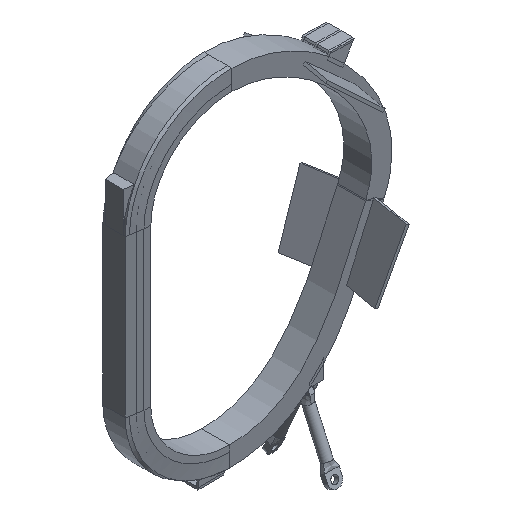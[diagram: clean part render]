
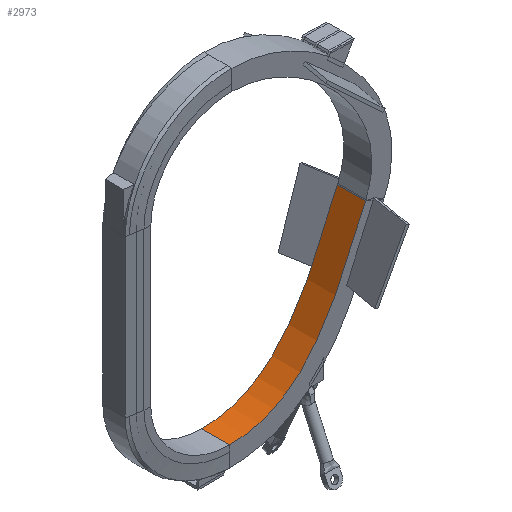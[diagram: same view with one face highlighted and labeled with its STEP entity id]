
A CAD part, isometric view. The second image highlights one B-rep face of the part: STEP entity #2973.
In plain terms, the highlighted free-form (B-spline) face has degree [1, 3] with [2, 4] control points.
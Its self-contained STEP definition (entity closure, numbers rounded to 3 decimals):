
#1757 = PLANE('',#1758);
#1758 = AXIS2_PLACEMENT_3D('',#1759,#1760,#1761);
#1759 = CARTESIAN_POINT('',(13.024,-0.722,
    -5.962));
#1760 = DIRECTION('',(0.,1.,0.));
#1761 = DIRECTION('',(0.757,0.,-0.654)
  );
#2005 = EDGE_CURVE('',#2006,#2008,#2010,.T.);
#2006 = VERTEX_POINT('',#2007);
#2007 = CARTESIAN_POINT('',(15.51,-0.722,
    -1.073));
#2008 = VERTEX_POINT('',#2009);
#2009 = CARTESIAN_POINT('',(8.521,-0.722,
    -8.467));
#2010 = SURFACE_CURVE('',#2011,(#2016,#2024),.PCURVE_S1.);
#2011 = B_SPLINE_CURVE_WITH_KNOTS('',3,(#2012,#2013,#2014,#2015),
  .UNSPECIFIED.,.F.,.F.,(4,4),(0.,1.),.PIECEWISE_BEZIER_KNOTS.);
#2012 = CARTESIAN_POINT('',(15.51,-0.722,
    -1.073));
#2013 = CARTESIAN_POINT('',(14.059,-0.722,
    -4.5));
#2014 = CARTESIAN_POINT('',(12.598,-0.722,
    -8.467));
#2015 = CARTESIAN_POINT('',(8.521,-0.722,
    -8.467));
#2016 = PCURVE('',#1757,#2017);
#2017 = DEFINITIONAL_REPRESENTATION('',(#2018),#2023);
#2018 = B_SPLINE_CURVE_WITH_KNOTS('',3,(#2019,#2020,#2021,#2022),
  .UNSPECIFIED.,.F.,.F.,(4,4),(0.,1.),.PIECEWISE_BEZIER_KNOTS.);
#2019 = CARTESIAN_POINT('',(-1.315,-5.325));
#2020 = CARTESIAN_POINT('',(-0.173,-1.783));
#2021 = CARTESIAN_POINT('',(1.315,2.174));
#2022 = CARTESIAN_POINT('',(-1.77,4.839));
#2023 = ( GEOMETRIC_REPRESENTATION_CONTEXT(2) 
PARAMETRIC_REPRESENTATION_CONTEXT() REPRESENTATION_CONTEXT('2D SPACE',''
  ) );
#2024 = PCURVE('',#2025,#2034);
#2025 = B_SPLINE_SURFACE_WITH_KNOTS('',1,3,(
    (#2026,#2027,#2028,#2029)
    ,(#2030,#2031,#2032,#2033
    )),.UNSPECIFIED.,.F.,.F.,.F.,(2,2),(4,4),(1.,2.),(0.,1.),
  .PIECEWISE_BEZIER_KNOTS.);
#2026 = CARTESIAN_POINT('',(15.51,0.722,
    -1.073));
#2027 = CARTESIAN_POINT('',(14.059,0.722,
    -4.5));
#2028 = CARTESIAN_POINT('',(12.598,0.722,
    -8.467));
#2029 = CARTESIAN_POINT('',(8.521,0.722,
    -8.467));
#2030 = CARTESIAN_POINT('',(15.51,-0.722,
    -1.073));
#2031 = CARTESIAN_POINT('',(14.059,-0.722,
    -4.5));
#2032 = CARTESIAN_POINT('',(12.598,-0.722,
    -8.467));
#2033 = CARTESIAN_POINT('',(8.521,-0.722,
    -8.467));
#2034 = DEFINITIONAL_REPRESENTATION('',(#2035),#2039);
#2035 = LINE('',#2036,#2037);
#2036 = CARTESIAN_POINT('',(2.,0.));
#2037 = VECTOR('',#2038,1.);
#2038 = DIRECTION('',(0.,1.));
#2039 = ( GEOMETRIC_REPRESENTATION_CONTEXT(2) 
PARAMETRIC_REPRESENTATION_CONTEXT() REPRESENTATION_CONTEXT('2D SPACE',''
  ) );
#2503 = PLANE('',#2504);
#2504 = AXIS2_PLACEMENT_3D('',#2505,#2506,#2507);
#2505 = CARTESIAN_POINT('',(15.522,0.,-1.045));
#2506 = DIRECTION('',(0.921,0.,-0.39));
#2507 = DIRECTION('',(0.,-1.,-0.));
#2973 = ADVANCED_FACE('',(#2974),#2025,.F.);
#2974 = FACE_BOUND('',#2975,.F.);
#2975 = EDGE_LOOP('',(#2976,#3023,#3041,#3042));
#2976 = ORIENTED_EDGE('',*,*,#2977,.F.);
#2977 = EDGE_CURVE('',#2978,#2980,#2982,.T.);
#2978 = VERTEX_POINT('',#2979);
#2979 = CARTESIAN_POINT('',(15.51,0.722,
    -1.073));
#2980 = VERTEX_POINT('',#2981);
#2981 = CARTESIAN_POINT('',(8.521,0.722,
    -8.467));
#2982 = SURFACE_CURVE('',#2983,(#2996,#3002),.PCURVE_S1.);
#2983 = B_SPLINE_CURVE_WITH_KNOTS('',11,(#2984,#2985,#2986,#2987,#2988,
    #2989,#2990,#2991,#2992,#2993,#2994,#2995),.UNSPECIFIED.,.F.,.F.,(12
    ,12),(0.,1.),.PIECEWISE_BEZIER_KNOTS.);
#2984 = CARTESIAN_POINT('',(15.51,0.722,
    -1.073));
#2985 = CARTESIAN_POINT('',(15.114,0.722,
    -2.008));
#2986 = CARTESIAN_POINT('',(14.718,0.722,
    -2.972));
#2987 = CARTESIAN_POINT('',(14.305,0.722,
    -3.938));
#2988 = CARTESIAN_POINT('',(13.86,0.722,
    -4.879));
#2989 = CARTESIAN_POINT('',(13.368,0.722,
    -5.768));
#2990 = CARTESIAN_POINT('',(12.811,0.722,
    -6.576));
#2991 = CARTESIAN_POINT('',(12.175,0.722,
    -7.278));
#2992 = CARTESIAN_POINT('',(11.444,0.722,
    -7.845));
#2993 = CARTESIAN_POINT('',(10.602,0.722,
    -8.251));
#2994 = CARTESIAN_POINT('',(9.633,0.722,
    -8.467));
#2995 = CARTESIAN_POINT('',(8.521,0.722,
    -8.467));
#2996 = PCURVE('',#2025,#2997);
#2997 = DEFINITIONAL_REPRESENTATION('',(#2998),#3001);
#2998 = B_SPLINE_CURVE_WITH_KNOTS('',1,(#2999,#3000),.UNSPECIFIED.,.F.,
  .F.,(2,2),(0.,1.),.PIECEWISE_BEZIER_KNOTS.);
#2999 = CARTESIAN_POINT('',(1.,0.));
#3000 = CARTESIAN_POINT('',(1.,1.));
#3001 = ( GEOMETRIC_REPRESENTATION_CONTEXT(2) 
PARAMETRIC_REPRESENTATION_CONTEXT() REPRESENTATION_CONTEXT('2D SPACE',''
  ) );
#3002 = PCURVE('',#3003,#3008);
#3003 = PLANE('',#3004);
#3004 = AXIS2_PLACEMENT_3D('',#3005,#3006,#3007);
#3005 = CARTESIAN_POINT('',(13.024,0.722,
    -5.962));
#3006 = DIRECTION('',(0.,-1.,0.));
#3007 = DIRECTION('',(-0.757,0.,0.654)
  );
#3008 = DEFINITIONAL_REPRESENTATION('',(#3009),#3022);
#3009 = B_SPLINE_CURVE_WITH_KNOTS('',11,(#3010,#3011,#3012,#3013,#3014,
    #3015,#3016,#3017,#3018,#3019,#3020,#3021),.UNSPECIFIED.,.F.,.F.,(12
    ,12),(0.,1.),.PIECEWISE_BEZIER_KNOTS.);
#3010 = CARTESIAN_POINT('',(1.315,-5.325));
#3011 = CARTESIAN_POINT('',(1.003,-4.359));
#3012 = CARTESIAN_POINT('',(0.673,-3.37));
#3013 = CARTESIAN_POINT('',(0.354,-2.369));
#3014 = CARTESIAN_POINT('',(0.075,-1.367));
#3015 = CARTESIAN_POINT('',(-0.133,-0.372));
#3016 = CARTESIAN_POINT('',(-0.241,0.604));
#3017 = CARTESIAN_POINT('',(-0.218,1.55));
#3018 = CARTESIAN_POINT('',(-0.036,2.457));
#3019 = CARTESIAN_POINT('',(0.337,3.315));
#3020 = CARTESIAN_POINT('',(0.929,4.112));
#3021 = CARTESIAN_POINT('',(1.77,4.839));
#3022 = ( GEOMETRIC_REPRESENTATION_CONTEXT(2) 
PARAMETRIC_REPRESENTATION_CONTEXT() REPRESENTATION_CONTEXT('2D SPACE',''
  ) );
#3023 = ORIENTED_EDGE('',*,*,#3024,.T.);
#3024 = EDGE_CURVE('',#2978,#2006,#3025,.T.);
#3025 = SURFACE_CURVE('',#3026,(#3029,#3035),.PCURVE_S1.);
#3026 = B_SPLINE_CURVE_WITH_KNOTS('',1,(#3027,#3028),.UNSPECIFIED.,.F.,
  .F.,(2,2),(1.,2.),.PIECEWISE_BEZIER_KNOTS.);
#3027 = CARTESIAN_POINT('',(15.51,0.722,
    -1.073));
#3028 = CARTESIAN_POINT('',(15.51,-0.722,
    -1.073));
#3029 = PCURVE('',#2025,#3030);
#3030 = DEFINITIONAL_REPRESENTATION('',(#3031),#3034);
#3031 = B_SPLINE_CURVE_WITH_KNOTS('',1,(#3032,#3033),.UNSPECIFIED.,.F.,
  .F.,(2,2),(1.,2.),.PIECEWISE_BEZIER_KNOTS.);
#3032 = CARTESIAN_POINT('',(1.,0.));
#3033 = CARTESIAN_POINT('',(2.,0.));
#3034 = ( GEOMETRIC_REPRESENTATION_CONTEXT(2) 
PARAMETRIC_REPRESENTATION_CONTEXT() REPRESENTATION_CONTEXT('2D SPACE',''
  ) );
#3035 = PCURVE('',#2503,#3036);
#3036 = DEFINITIONAL_REPRESENTATION('',(#3037),#3040);
#3037 = B_SPLINE_CURVE_WITH_KNOTS('',1,(#3038,#3039),.UNSPECIFIED.,.F.,
  .F.,(2,2),(1.,2.),.PIECEWISE_BEZIER_KNOTS.);
#3038 = CARTESIAN_POINT('',(-0.722,0.031));
#3039 = CARTESIAN_POINT('',(0.722,0.031));
#3040 = ( GEOMETRIC_REPRESENTATION_CONTEXT(2) 
PARAMETRIC_REPRESENTATION_CONTEXT() REPRESENTATION_CONTEXT('2D SPACE',''
  ) );
#3041 = ORIENTED_EDGE('',*,*,#2005,.T.);
#3042 = ORIENTED_EDGE('',*,*,#3043,.T.);
#3043 = EDGE_CURVE('',#2008,#2980,#3044,.T.);
#3044 = SURFACE_CURVE('',#3045,(#3048,#3054),.PCURVE_S1.);
#3045 = B_SPLINE_CURVE_WITH_KNOTS('',1,(#3046,#3047),.UNSPECIFIED.,.F.,
  .F.,(2,2),(2.,3.),.PIECEWISE_BEZIER_KNOTS.);
#3046 = CARTESIAN_POINT('',(8.521,-0.722,
    -8.467));
#3047 = CARTESIAN_POINT('',(8.521,0.722,
    -8.467));
#3048 = PCURVE('',#2025,#3049);
#3049 = DEFINITIONAL_REPRESENTATION('',(#3050),#3053);
#3050 = B_SPLINE_CURVE_WITH_KNOTS('',1,(#3051,#3052),.UNSPECIFIED.,.F.,
  .F.,(2,2),(2.,3.),.PIECEWISE_BEZIER_KNOTS.);
#3051 = CARTESIAN_POINT('',(2.,1.));
#3052 = CARTESIAN_POINT('',(1.,1.));
#3053 = ( GEOMETRIC_REPRESENTATION_CONTEXT(2) 
PARAMETRIC_REPRESENTATION_CONTEXT() REPRESENTATION_CONTEXT('2D SPACE',''
  ) );
#3054 = PCURVE('',#3055,#3064);
#3055 = B_SPLINE_SURFACE_WITH_KNOTS('',1,3,(
    (#3056,#3057,#3058,#3059)
    ,(#3060,#3061,#3062,#3063
    )),.UNSPECIFIED.,.F.,.F.,.F.,(2,2),(4,4),(2.,3.),(0.,1.),
  .PIECEWISE_BEZIER_KNOTS.);
#3056 = CARTESIAN_POINT('',(8.521,-0.722,
    -8.467));
#3057 = CARTESIAN_POINT('',(6.306,-0.722,
    -8.467));
#3058 = CARTESIAN_POINT('',(4.451,-0.722,
    -6.629));
#3059 = CARTESIAN_POINT('',(4.451,-0.722,
    -4.717));
#3060 = CARTESIAN_POINT('',(8.521,0.722,
    -8.467));
#3061 = CARTESIAN_POINT('',(6.306,0.722,
    -8.467));
#3062 = CARTESIAN_POINT('',(4.451,0.722,-6.629
    ));
#3063 = CARTESIAN_POINT('',(4.451,0.722,
    -4.717));
#3064 = DEFINITIONAL_REPRESENTATION('',(#3065),#3069);
#3065 = LINE('',#3066,#3067);
#3066 = CARTESIAN_POINT('',(0.,0.));
#3067 = VECTOR('',#3068,1.);
#3068 = DIRECTION('',(1.,0.));
#3069 = ( GEOMETRIC_REPRESENTATION_CONTEXT(2) 
PARAMETRIC_REPRESENTATION_CONTEXT() REPRESENTATION_CONTEXT('2D SPACE',''
  ) );
